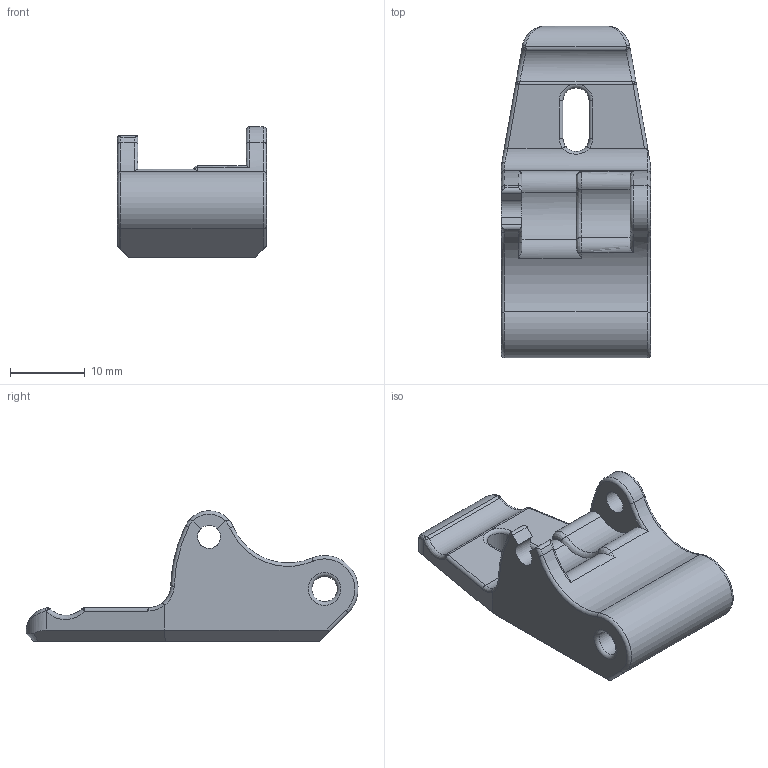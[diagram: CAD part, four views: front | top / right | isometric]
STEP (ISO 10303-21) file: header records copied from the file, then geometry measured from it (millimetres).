
FILE_DESCRIPTION(/* description */ ('STEP AP242','CAx-IF Rec.Pracs.---Representation and Presentation of Product Manufacturing Information (PMI)---4.0---2014-10-13','CAx-IF Rec.Pracs.---3D Tessellated Geometry---0.4---2014-09-14','2;1'),/* implementation_level */ '2;1');
FILE_NAME(/* name */ '62aec5631a59e6677b20ccda',/* time_stamp */ '2022-06-19T06:42:44+00:00',/* author */ (''),/* organization */ (''),/* preprocessor_version */ 'ST-DEVELOPER v18.102',/* originating_system */ ' ',/* authorisation */ ' ');
FILE_SCHEMA (('AP242_MANAGED_MODEL_BASED_3D_ENGINEERING_MIM_LF { 1 0 10303 442 1 1 4 }'));
Length unit declared in the file: metre
Products named in the file (1): extrusor_mini_3dvfos_lever v2
Bounding box: 20 x 44.56 x 17.5 mm (x, y, z)
Volume: 6280 mm3; surface area: 2980.3 mm2
Topology: 1 solids, 1 shells, 106 faces, 268 edges, 156 vertices
Faces by surface type: cylinder 32, torus 28, plane 22, bspline 22, cone 2
Full cylindrical faces by diameter (mm): 3.1 x1, 3.4 x1
Entity records: 4080 total; most frequent: CARTESIAN_POINT 1727, ORIENTED_EDGE 514, DIRECTION 442, EDGE_CURVE 257, AXIS2_PLACEMENT_3D 183, VERTEX_POINT 156, EDGE_LOOP 115, FACE_BOUND 115
